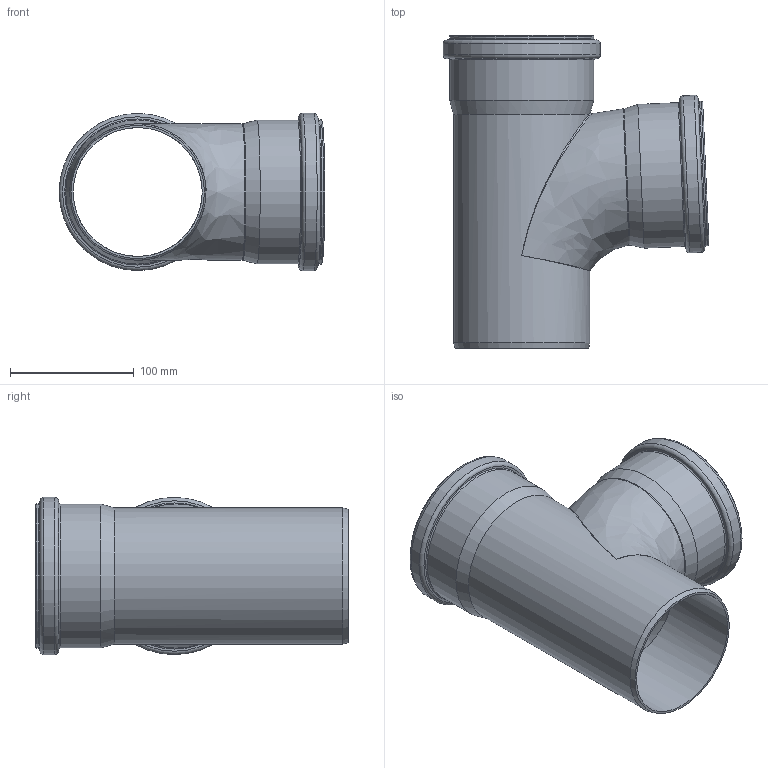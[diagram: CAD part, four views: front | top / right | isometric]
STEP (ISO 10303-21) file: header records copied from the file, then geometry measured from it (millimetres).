
FILE_DESCRIPTION(/* description */ (''),/* implementation_level */ '2;1');
FILE_NAME(/* name */ '175400 HTsafeEA DN_OD 110_110_87°.stp',/* time_stamp */ '2018-07-16T11:00:04+02:00',/* author */ ('user1'),/* organization */ (''),/* preprocessor_version */ 'ST-DEVELOPER v16.1',/* originating_system */ 'Autodesk Inventor 2016',/* authorisation */ '');
FILE_SCHEMA (('AUTOMOTIVE_DESIGN { 1 0 10303 214 3 1 1 }'));
Length unit declared in the file: millimetre
Products named in the file (1): 175400 HTsafeEA DN_OD 110_110_87°
Bounding box: 215 x 253 x 127.2 mm (x, y, z)
Volume: 349614.2 mm3; surface area: 244650.9 mm2
Topology: 1 solids, 1 shells, 62 faces, 133 edges, 71 vertices
Faces by surface type: torus 20, cylinder 17, cone 13, bspline 7, plane 5
Full cylindrical faces by diameter (mm): 104.3 x1, 110.3 x2, 111 x2, 111.3 x4, 116.4 x2, 116.7 x2, 121.8 x2, 127.2 x2
Entity records: 2087 total; most frequent: CARTESIAN_POINT 990, DIRECTION 230, ORIENTED_EDGE 150, EDGE_LOOP 118, AXIS2_PLACEMENT_3D 115, EDGE_CURVE 75, VERTEX_POINT 67, FACE_OUTER_BOUND 62
